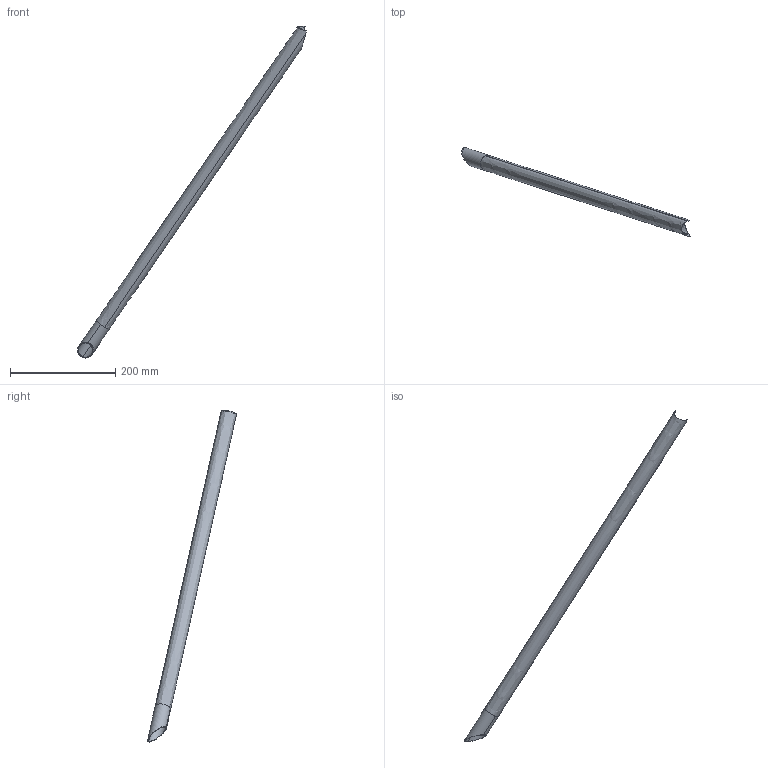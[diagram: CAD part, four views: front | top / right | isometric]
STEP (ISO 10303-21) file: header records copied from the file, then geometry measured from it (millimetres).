
FILE_DESCRIPTION(('CATIA V5 STEP Exchange'),'2;1');
FILE_NAME('911_1.stp','2017-12-21T21:47:57+00:00',('none'),('none'),'CATIA Version 5 Release 19 SP 2 (IN-10)','CATIA V5 STEP AP203','none');
FILE_SCHEMA(('CONFIG_CONTROL_DESIGN'));
Length unit declared in the file: millimetre
Products named in the file (1): Symmetry of Shape_913
Bounding box: 434.27 x 168.67 x 629.94 mm (x, y, z)
Volume: 98814.5 mm3; surface area: 132359.3 mm2
Topology: 1 solids, 1 shells, 11 faces, 33 edges, 23 vertices
Faces by surface type: cylinder 6, bspline 4, plane 1
Entity records: 786 total; most frequent: CARTESIAN_POINT 531, ORIENTED_EDGE 66, EDGE_CURVE 33, VERTEX_POINT 23, B_SPLINE_CURVE_WITH_KNOTS 15, DIRECTION 14, EDGE_LOOP 12, ADVANCED_FACE 11
